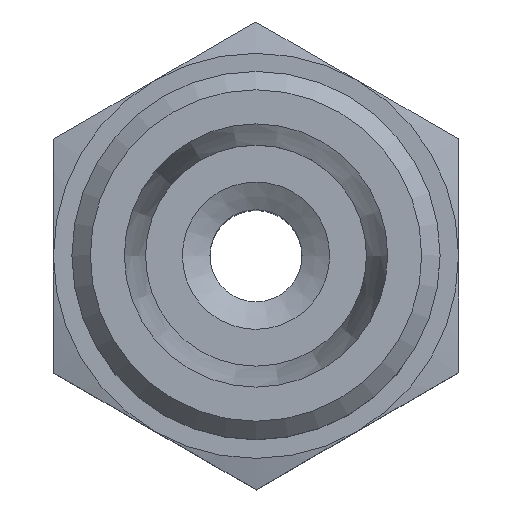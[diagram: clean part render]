
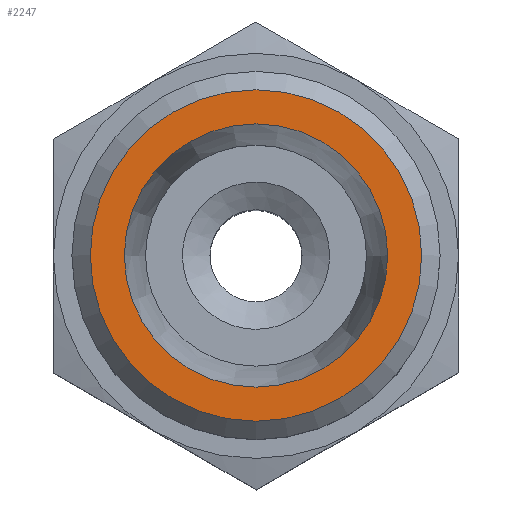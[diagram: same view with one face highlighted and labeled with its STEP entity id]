
A CAD part, top view. The second image highlights one B-rep face of the part: STEP entity #2247.
In plain terms, the highlighted planar face has unit normal (0, 0, 1).
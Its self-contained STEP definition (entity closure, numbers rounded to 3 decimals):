
#2064=CARTESIAN_POINT('',(1.715,9.035,34.5));
#2065=VERTEX_POINT('',#2064);
#2066=CARTESIAN_POINT('',(-5.435,9.035,34.5));
#2067=DIRECTION('',(0.0,0.0,-1.0));
#2068=DIRECTION('',(-1.0,0.0,0.0));
#2069=AXIS2_PLACEMENT_3D('',#2066,#2067,#2068);
#2070=CIRCLE('',#2069,7.15);
#2071=EDGE_CURVE('',#2065,#2065,#2070,.T.);
#2224=CARTESIAN_POINT('',(3.565,9.035,34.5));
#2225=VERTEX_POINT('',#2224);
#2226=CARTESIAN_POINT('',(-5.435,9.035,34.5));
#2227=DIRECTION('',(0.0,0.0,-1.0));
#2228=DIRECTION('',(-1.0,0.0,0.0));
#2229=AXIS2_PLACEMENT_3D('',#2226,#2227,#2228);
#2230=CIRCLE('',#2229,9.0);
#2231=EDGE_CURVE('',#2225,#2225,#2230,.T.);
#2236=CARTESIAN_POINT('',(-5.435,9.035,34.5));
#2237=DIRECTION('',(0.0,0.0,1.0));
#2238=DIRECTION('',(1.0,0.0,0.0));
#2239=AXIS2_PLACEMENT_3D('',#2236,#2237,#2238);
#2240=PLANE('',#2239);
#2241=ORIENTED_EDGE('',*,*,#2231,.F.);
#2242=EDGE_LOOP('',(#2241));
#2243=FACE_OUTER_BOUND('',#2242,.T.);
#2244=ORIENTED_EDGE('',*,*,#2071,.T.);
#2245=EDGE_LOOP('',(#2244));
#2246=FACE_BOUND('',#2245,.T.);
#2247=ADVANCED_FACE('',(#2243,#2246),#2240,.T.);
